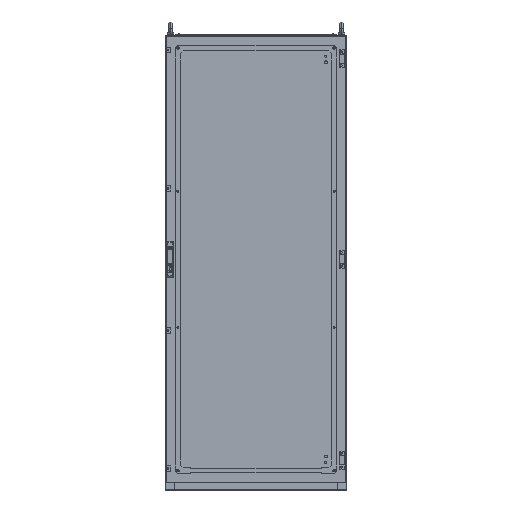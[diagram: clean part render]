
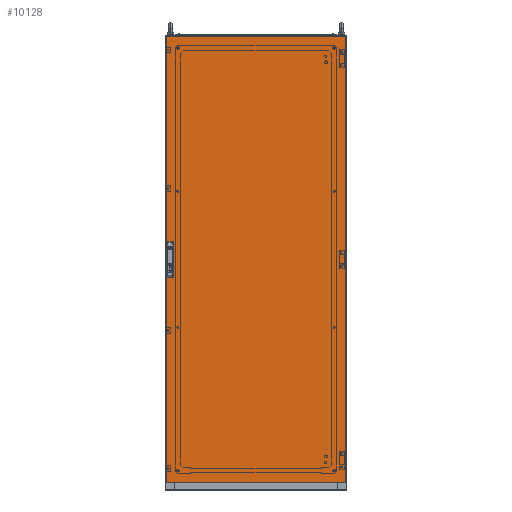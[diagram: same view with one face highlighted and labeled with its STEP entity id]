
A CAD part, top view. The second image highlights one B-rep face of the part: STEP entity #10128.
In plain terms, the highlighted planar face has unit normal (0, 0, 1).
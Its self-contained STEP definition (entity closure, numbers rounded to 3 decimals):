
#2357 = FACE_BOUND ( 'NONE', #50482, .T. ) ;
#2597 = VERTEX_POINT ( 'NONE', #55374 ) ;
#2776 = CARTESIAN_POINT ( 'NONE',  ( -365.7, -61.5, 0. ) ) ;
#7088 = VECTOR ( 'NONE', #119660, 1000. ) ;
#8840 = VERTEX_POINT ( 'NONE', #129048 ) ;
#10128 = ADVANCED_FACE ( 'NONE', ( #2357, #146502, #148170 ), #17832, .T. ) ;
#10221 = CARTESIAN_POINT ( 'NONE',  ( -390.7, -11.5, 0. ) ) ;
#10849 = VERTEX_POINT ( 'NONE', #87706 ) ;
#12749 = ORIENTED_EDGE ( 'NONE', *, *, #58112, .F. ) ;
#14107 = CARTESIAN_POINT ( 'NONE',  ( -397., 997., 0. ) ) ;
#14730 = ORIENTED_EDGE ( 'NONE', *, *, #132465, .T. ) ;
#15037 = CARTESIAN_POINT ( 'NONE',  ( -397., -970., 0. ) ) ;
#17832 = PLANE ( 'NONE',  #151382 ) ;
#18560 = CARTESIAN_POINT ( 'NONE',  ( -365.7, -61.5, 0. ) ) ;
#20543 = LINE ( 'NONE', #129241, #49571 ) ;
#21085 = VERTEX_POINT ( 'NONE', #71073 ) ;
#21824 = EDGE_CURVE ( 'NONE', #45710, #102598, #36029, .T. ) ;
#25289 = LINE ( 'NONE', #52030, #34412 ) ;
#25742 = EDGE_CURVE ( 'NONE', #150921, #102942, #20543, .T. ) ;
#29438 = EDGE_CURVE ( 'NONE', #8840, #10849, #95746, .T. ) ;
#29703 = EDGE_CURVE ( 'NONE', #102942, #8840, #116264, .T. ) ;
#31549 = VERTEX_POINT ( 'NONE', #10221 ) ;
#31687 = ORIENTED_EDGE ( 'NONE', *, *, #25742, .F. ) ;
#32277 = CARTESIAN_POINT ( 'NONE',  ( -365.7, 38.5, 0. ) ) ;
#32793 = CARTESIAN_POINT ( 'NONE',  ( -365.7, 88.5, 0. ) ) ;
#33301 = ORIENTED_EDGE ( 'NONE', *, *, #165111, .T. ) ;
#34412 = VECTOR ( 'NONE', #65057, 1000. ) ;
#35008 = CARTESIAN_POINT ( 'NONE',  ( -390.7, -61.5, 0. ) ) ;
#36029 = LINE ( 'NONE', #101700, #62541 ) ;
#39466 = ORIENTED_EDGE ( 'NONE', *, *, #146401, .F. ) ;
#41273 = CARTESIAN_POINT ( 'NONE',  ( -390.7, 38.5, 0. ) ) ;
#45710 = VERTEX_POINT ( 'NONE', #18560 ) ;
#49571 = VECTOR ( 'NONE', #88702, 1000. ) ;
#50482 = EDGE_LOOP ( 'NONE', ( #61221, #125196, #31687, #12749 ) ) ;
#52030 = CARTESIAN_POINT ( 'NONE',  ( -397., 997., 0. ) ) ;
#55374 = CARTESIAN_POINT ( 'NONE',  ( -390.7, -61.5, 0. ) ) ;
#58112 = EDGE_CURVE ( 'NONE', #10849, #150921, #150641, .T. ) ;
#58286 = VERTEX_POINT ( 'NONE', #134890 ) ;
#61221 = ORIENTED_EDGE ( 'NONE', *, *, #29438, .F. ) ;
#62541 = VECTOR ( 'NONE', #154355, 1000. ) ;
#63353 = DIRECTION ( 'NONE',  ( 0., 1., 0. ) ) ;
#65057 = DIRECTION ( 'NONE',  ( -1., 0., 0. ) ) ;
#66369 = DIRECTION ( 'NONE',  ( -1., 0., 0. ) ) ;
#66622 = ORIENTED_EDGE ( 'NONE', *, *, #104488, .F. ) ;
#67226 = VECTOR ( 'NONE', #82158, 1000. ) ;
#67296 = EDGE_LOOP ( 'NONE', ( #66622, #155796, #121755, #39466 ) ) ;
#71073 = CARTESIAN_POINT ( 'NONE',  ( 397., -970., 0. ) ) ;
#74080 = VERTEX_POINT ( 'NONE', #135877 ) ;
#80570 = LINE ( 'NONE', #15037, #159074 ) ;
#80828 = CARTESIAN_POINT ( 'NONE',  ( -365.7, 88.5, 0. ) ) ;
#81876 = LINE ( 'NONE', #119008, #105038 ) ;
#82158 = DIRECTION ( 'NONE',  ( 1., 0., 0. ) ) ;
#87706 = CARTESIAN_POINT ( 'NONE',  ( -390.7, 38.5, 0. ) ) ;
#88702 = DIRECTION ( 'NONE',  ( 0., 1., 0. ) ) ;
#91718 = VERTEX_POINT ( 'NONE', #14107 ) ;
#94027 = DIRECTION ( 'NONE',  ( 0., -1., 0. ) ) ;
#95244 = DIRECTION ( 'NONE',  ( 1., 0., 0. ) ) ;
#95746 = LINE ( 'NONE', #41273, #153121 ) ;
#100191 = LINE ( 'NONE', #152882, #149936 ) ;
#100267 = CARTESIAN_POINT ( 'NONE',  ( -365.7, 38.5, 0. ) ) ;
#101700 = CARTESIAN_POINT ( 'NONE',  ( -365.7, -61.5, 0. ) ) ;
#102598 = VERTEX_POINT ( 'NONE', #128864 ) ;
#102942 = VERTEX_POINT ( 'NONE', #32793 ) ;
#104488 = EDGE_CURVE ( 'NONE', #31549, #2597, #107717, .T. ) ;
#105038 = VECTOR ( 'NONE', #66369, 1000. ) ;
#105524 = EDGE_LOOP ( 'NONE', ( #14730, #118201, #156344, #33301 ) ) ;
#107652 = CARTESIAN_POINT ( 'NONE',  ( 0., 0., 0. ) ) ;
#107717 = LINE ( 'NONE', #35008, #132107 ) ;
#112617 = DIRECTION ( 'NONE',  ( 1., 0., 0. ) ) ;
#116264 = LINE ( 'NONE', #80828, #7088 ) ;
#118201 = ORIENTED_EDGE ( 'NONE', *, *, #135301, .T. ) ;
#119008 = CARTESIAN_POINT ( 'NONE',  ( -365.7, -11.5, 0. ) ) ;
#119288 = LINE ( 'NONE', #2776, #67226 ) ;
#119660 = DIRECTION ( 'NONE',  ( -1., 0., 0. ) ) ;
#119721 = DIRECTION ( 'NONE',  ( 0., 0., 1. ) ) ;
#120338 = VECTOR ( 'NONE', #63353, 1000. ) ;
#121755 = ORIENTED_EDGE ( 'NONE', *, *, #21824, .F. ) ;
#125196 = ORIENTED_EDGE ( 'NONE', *, *, #29703, .F. ) ;
#128864 = CARTESIAN_POINT ( 'NONE',  ( -365.7, -11.5, 0. ) ) ;
#129048 = CARTESIAN_POINT ( 'NONE',  ( -390.7, 88.5, 0. ) ) ;
#129241 = CARTESIAN_POINT ( 'NONE',  ( -365.7, 38.5, 0. ) ) ;
#132107 = VECTOR ( 'NONE', #162890, 1000. ) ;
#132465 = EDGE_CURVE ( 'NONE', #91718, #58286, #100191, .T. ) ;
#134890 = CARTESIAN_POINT ( 'NONE',  ( -397., -970., 0. ) ) ;
#135232 = EDGE_CURVE ( 'NONE', #21085, #74080, #170451, .T. ) ;
#135301 = EDGE_CURVE ( 'NONE', #58286, #21085, #80570, .T. ) ;
#135877 = CARTESIAN_POINT ( 'NONE',  ( 397., 997., 0. ) ) ;
#146401 = EDGE_CURVE ( 'NONE', #2597, #45710, #119288, .T. ) ;
#146502 = FACE_BOUND ( 'NONE', #67296, .T. ) ;
#148170 = FACE_OUTER_BOUND ( 'NONE', #105524, .T. ) ;
#149936 = VECTOR ( 'NONE', #164981, 1000. ) ;
#150641 = LINE ( 'NONE', #32277, #154850 ) ;
#150921 = VERTEX_POINT ( 'NONE', #100267 ) ;
#151382 = AXIS2_PLACEMENT_3D ( 'NONE', #107652, #119721, #159464 ) ;
#152882 = CARTESIAN_POINT ( 'NONE',  ( -397., 997., 0. ) ) ;
#153121 = VECTOR ( 'NONE', #94027, 1000. ) ;
#154355 = DIRECTION ( 'NONE',  ( 0., 1., 0. ) ) ;
#154850 = VECTOR ( 'NONE', #112617, 1000. ) ;
#155173 = EDGE_CURVE ( 'NONE', #102598, #31549, #81876, .T. ) ;
#155796 = ORIENTED_EDGE ( 'NONE', *, *, #155173, .F. ) ;
#156344 = ORIENTED_EDGE ( 'NONE', *, *, #135232, .T. ) ;
#158320 = CARTESIAN_POINT ( 'NONE',  ( 397., 997., 0. ) ) ;
#159074 = VECTOR ( 'NONE', #95244, 1000. ) ;
#159464 = DIRECTION ( 'NONE',  ( 1., 0., 0. ) ) ;
#162890 = DIRECTION ( 'NONE',  ( 0., -1., 0. ) ) ;
#164981 = DIRECTION ( 'NONE',  ( 0., -1., 0. ) ) ;
#165111 = EDGE_CURVE ( 'NONE', #74080, #91718, #25289, .T. ) ;
#170451 = LINE ( 'NONE', #158320, #120338 ) ;
